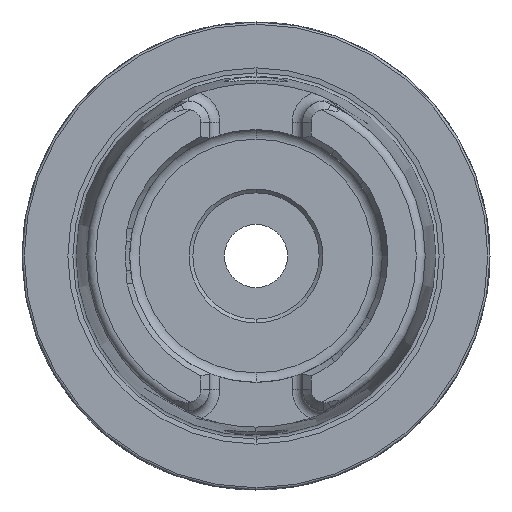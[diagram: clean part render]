
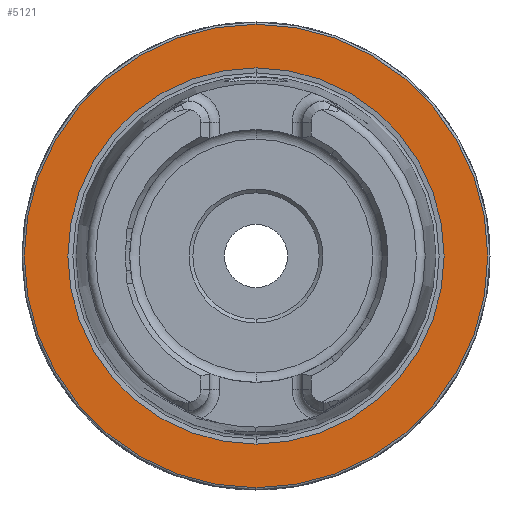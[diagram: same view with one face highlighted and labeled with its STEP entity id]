
A CAD part, left-side view. The second image highlights one B-rep face of the part: STEP entity #5121.
In plain terms, the highlighted planar face has unit normal (-1, 0, 0).
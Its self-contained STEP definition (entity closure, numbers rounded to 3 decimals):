
#261 = CARTESIAN_POINT ( 'NONE',  ( 0., 0., 31.2 ) ) ;
#262 = CARTESIAN_POINT ( 'NONE',  ( 0., 0., -31.2 ) ) ;
#266 = CARTESIAN_POINT ( 'NONE',  ( 0., 0., -25.324 ) ) ;
#267 = CARTESIAN_POINT ( 'NONE',  ( 0., 0., 25.324 ) ) ;
#788 = EDGE_LOOP ( 'NONE', ( #4917, #4918 ) ) ;
#803 = EDGE_LOOP ( 'NONE', ( #4915, #4916 ) ) ;
#1304 = CARTESIAN_POINT ( 'NONE',  ( 0., 0., 0. ) ) ;
#1305 = DIRECTION ( 'NONE',  ( -1., 0., 0. ) ) ;
#1306 = DIRECTION ( 'NONE',  ( 0., 0., 1. ) ) ;
#1315 = CARTESIAN_POINT ( 'NONE',  ( 0., 0., 0. ) ) ;
#1316 = DIRECTION ( 'NONE',  ( -1., 0., 0. ) ) ;
#1317 = DIRECTION ( 'NONE',  ( 0., 0., 1. ) ) ;
#1770 = EDGE_CURVE ( 'NONE', #3029, #3030, #5946, .T. ) ;
#1774 = EDGE_CURVE ( 'NONE', #3034, #3035, #5949, .T. ) ;
#2124 = FACE_BOUND ( 'NONE', #803, .T. ) ;
#2126 = FACE_OUTER_BOUND ( 'NONE', #788, .T. ) ;
#2311 = CARTESIAN_POINT ( 'NONE',  ( 0., 0., 0. ) ) ;
#2312 = DIRECTION ( 'NONE',  ( -1., 0., 0. ) ) ;
#2313 = DIRECTION ( 'NONE',  ( 0., 0., 1. ) ) ;
#2314 = CARTESIAN_POINT ( 'NONE',  ( 0., 0., 0. ) ) ;
#2315 = DIRECTION ( 'NONE',  ( -1., 0., 0. ) ) ;
#2316 = DIRECTION ( 'NONE',  ( 0., 0., 1. ) ) ;
#2890 = CARTESIAN_POINT ( 'NONE',  ( 0., 31.2, 0. ) ) ;
#2896 = PLANE ( 'NONE',  #5801 ) ;
#2898 = DIRECTION ( 'NONE',  ( 1., 0., 0. ) ) ;
#2899 = DIRECTION ( 'NONE',  ( 0., 0., -1. ) ) ;
#3029 = VERTEX_POINT ( 'NONE', #261 ) ;
#3030 = VERTEX_POINT ( 'NONE', #262 ) ;
#3034 = VERTEX_POINT ( 'NONE', #266 ) ;
#3035 = VERTEX_POINT ( 'NONE', #267 ) ;
#4056 = CIRCLE ( 'NONE', #7783, 25.324 ) ;
#4057 = CIRCLE ( 'NONE', #7784, 31.2 ) ;
#4234 = EDGE_CURVE ( 'NONE', #3035, #3034, #4056, .T. ) ;
#4235 = EDGE_CURVE ( 'NONE', #3030, #3029, #4057, .T. ) ;
#4915 = ORIENTED_EDGE ( 'NONE', *, *, #4234, .F. ) ;
#4916 = ORIENTED_EDGE ( 'NONE', *, *, #1774, .F. ) ;
#4917 = ORIENTED_EDGE ( 'NONE', *, *, #1770, .T. ) ;
#4918 = ORIENTED_EDGE ( 'NONE', *, *, #4235, .T. ) ;
#5121 = ADVANCED_FACE ( 'NONE', ( #2124, #2126 ), #2896, .F. ) ;
#5801 = AXIS2_PLACEMENT_3D ( 'NONE', #2890, #2898, #2899 ) ;
#5946 = CIRCLE ( 'NONE', #9128, 31.2 ) ;
#5949 = CIRCLE ( 'NONE', #9131, 25.324 ) ;
#7783 = AXIS2_PLACEMENT_3D ( 'NONE', #2311, #2312, #2313 ) ;
#7784 = AXIS2_PLACEMENT_3D ( 'NONE', #2314, #2315, #2316 ) ;
#9128 = AXIS2_PLACEMENT_3D ( 'NONE', #1304, #1305, #1306 ) ;
#9131 = AXIS2_PLACEMENT_3D ( 'NONE', #1315, #1316, #1317 ) ;
